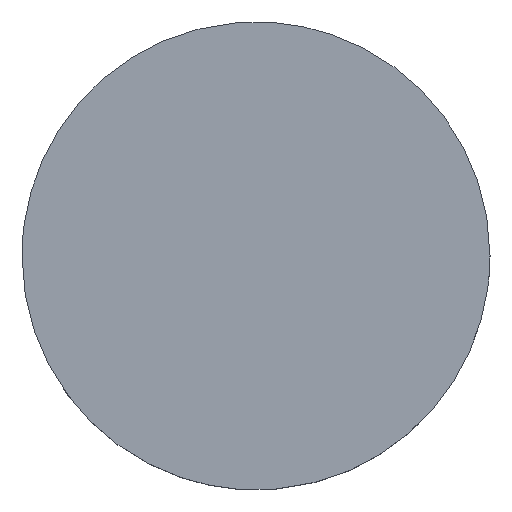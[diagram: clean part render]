
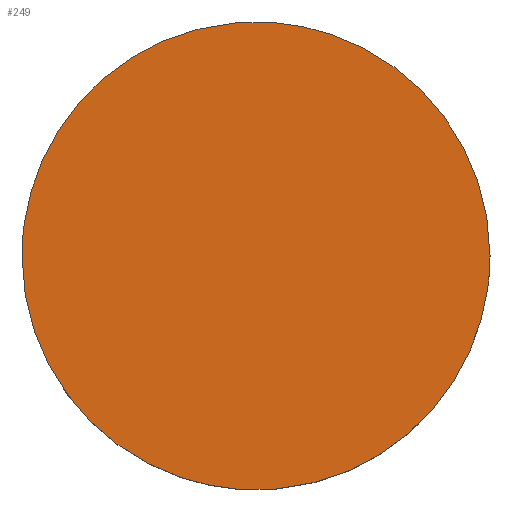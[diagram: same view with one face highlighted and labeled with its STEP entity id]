
A CAD part, top view. The second image highlights one B-rep face of the part: STEP entity #249.
In plain terms, the highlighted free-form (B-spline) face has degree [1, 1] with [2, 2] control points.
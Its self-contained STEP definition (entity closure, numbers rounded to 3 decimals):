
#79=CARTESIAN_POINT('',(-0.314,-3.988,1.6));
#80=VERTEX_POINT('',#79);
#86=CARTESIAN_POINT('',(-4.0,0.0,1.6));
#87=VERTEX_POINT('',#86);
#88=CARTESIAN_POINT('',(-4.0,0.0,1.6));
#89=CARTESIAN_POINT('',(-4.,-3.698,1.6));
#90=CARTESIAN_POINT('',(-0.314,-3.988,1.6));
#98=(BOUNDED_CURVE()B_SPLINE_CURVE(2,(#88,#89,#90),.UNSPECIFIED.,.F.,.U.)B_SPLINE_CURVE_WITH_KNOTS((3,3),(0.0,0.236),.UNSPECIFIED.)CURVE()GEOMETRIC_REPRESENTATION_ITEM()RATIONAL_B_SPLINE_CURVE((1.0,0.723,0.97))REPRESENTATION_ITEM(''));
#99=EDGE_CURVE('',#87,#80,#98,.T.);
#101=CARTESIAN_POINT('',(0.314,3.988,1.6));
#102=VERTEX_POINT('',#101);
#103=CARTESIAN_POINT('',(0.314,3.988,1.6));
#104=CARTESIAN_POINT('',(0.157,4.,1.6));
#105=CARTESIAN_POINT('',(0.0,4.0,1.6));
#106=CARTESIAN_POINT('',(-4.,4.,1.6));
#107=CARTESIAN_POINT('',(-4.0,0.0,1.6));
#115=(BOUNDED_CURVE()B_SPLINE_CURVE(2,(#103,#104,#105,#106,#107),.UNSPECIFIED.,.F.,.U.)B_SPLINE_CURVE_WITH_KNOTS((3,2,3),(0.736,0.75,1.0),.UNSPECIFIED.)CURVE()GEOMETRIC_REPRESENTATION_ITEM()RATIONAL_B_SPLINE_CURVE((0.97,0.984,1.0,0.707,1.0))REPRESENTATION_ITEM(''));
#116=EDGE_CURVE('',#102,#87,#115,.T.);
#192=CARTESIAN_POINT('',(4.0,0.0,1.6));
#193=VERTEX_POINT('',#192);
#194=CARTESIAN_POINT('',(4.0,0.0,1.6));
#195=CARTESIAN_POINT('',(4.0,3.698,1.6));
#196=CARTESIAN_POINT('',(0.314,3.988,1.6));
#204=(BOUNDED_CURVE()B_SPLINE_CURVE(2,(#194,#195,#196),.UNSPECIFIED.,.F.,.U.)B_SPLINE_CURVE_WITH_KNOTS((3,3),(0.5,0.736),.UNSPECIFIED.)CURVE()GEOMETRIC_REPRESENTATION_ITEM()RATIONAL_B_SPLINE_CURVE((1.0,0.723,0.97))REPRESENTATION_ITEM(''));
#205=EDGE_CURVE('',#193,#102,#204,.T.);
#207=CARTESIAN_POINT('',(-0.314,-3.988,1.6));
#208=CARTESIAN_POINT('',(-0.157,-4.0,1.6));
#209=CARTESIAN_POINT('',(0.0,-4.0,1.6));
#210=CARTESIAN_POINT('',(4.,-4.,1.6));
#211=CARTESIAN_POINT('',(4.0,0.0,1.6));
#219=(BOUNDED_CURVE()B_SPLINE_CURVE(2,(#207,#208,#209,#210,#211),.UNSPECIFIED.,.F.,.U.)B_SPLINE_CURVE_WITH_KNOTS((3,2,3),(0.236,0.25,0.5),.UNSPECIFIED.)CURVE()GEOMETRIC_REPRESENTATION_ITEM()RATIONAL_B_SPLINE_CURVE((0.97,0.984,1.0,0.707,1.0))REPRESENTATION_ITEM(''));
#220=EDGE_CURVE('',#80,#193,#219,.T.);
#238=CARTESIAN_POINT('',(-4.4,4.398,1.6));
#239=CARTESIAN_POINT('',(4.4,4.398,1.6));
#240=CARTESIAN_POINT('',(-4.4,-4.398,1.6));
#241=CARTESIAN_POINT('',(4.4,-4.398,1.6));
#242=B_SPLINE_SURFACE_WITH_KNOTS('',1,1,((#238,#240),(#239,#241)),.UNSPECIFIED.,.F.,.F.,.U.,(2,2),(2,2),(0.0,8.799),(0.0,8.797),.UNSPECIFIED.);
#243=ORIENTED_EDGE('',*,*,#99,.T.);
#244=ORIENTED_EDGE('',*,*,#220,.T.);
#245=ORIENTED_EDGE('',*,*,#205,.T.);
#246=ORIENTED_EDGE('',*,*,#116,.T.);
#247=EDGE_LOOP('',(#243,#244,#245,#246));
#248=FACE_OUTER_BOUND('',#247,.T.);
#249=ADVANCED_FACE('',(#248),#242,.F.);
